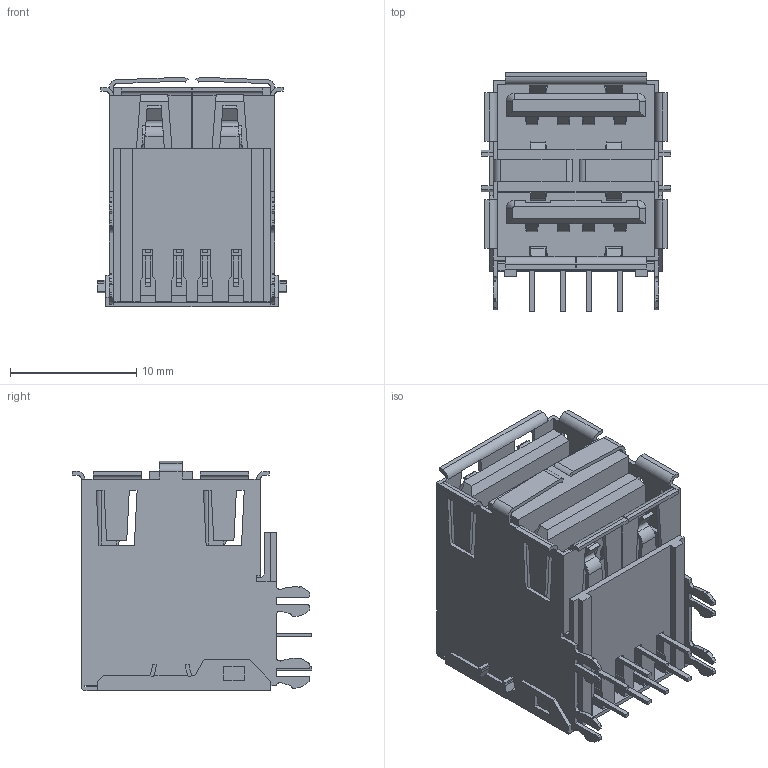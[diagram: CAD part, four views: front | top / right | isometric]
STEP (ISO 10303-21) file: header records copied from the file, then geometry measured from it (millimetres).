
FILE_DESCRIPTION (( 'STEP AP214' ), '1' );
FILE_NAME ('723098044blf_USB_DUAL_TypeA.STEP', '2014-09-15T12:56:05', ( '' ), ( '' ), 'SwSTEP 2.0', 'SolidWorks 2014', '' );
FILE_SCHEMA (( 'AUTOMOTIVE_DESIGN' ));
Length unit declared in the file: millimetre
Products named in the file (1): 723098044blf_USB_DUAL_TypeA
Bounding box: 15 x 18.98 x 18.2 mm (x, y, z)
Volume: 1934.9 mm3; surface area: 4106.7 mm2
Topology: 1 solids, 1 shells, 729 faces, 2060 edges, 1328 vertices
Faces by surface type: plane 498, cylinder 187, bspline 40, cone 4
Entity records: 25230 total; most frequent: CARTESIAN_POINT 6478, ORIENTED_EDGE 4120, DIRECTION 3554, EDGE_CURVE 2060, VECTOR 1650, LINE 1650, VERTEX_POINT 1328, AXIS2_PLACEMENT_3D 952
